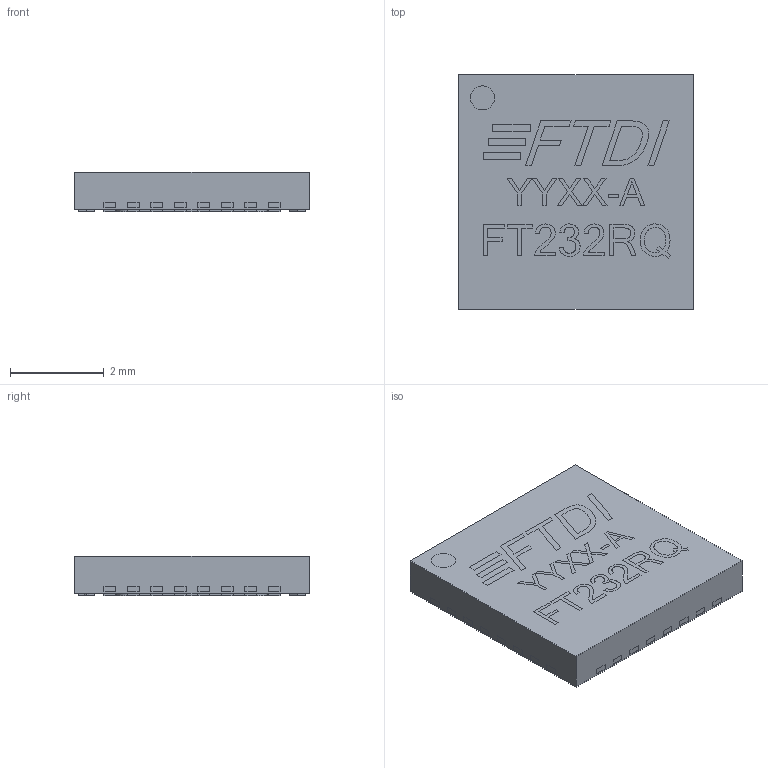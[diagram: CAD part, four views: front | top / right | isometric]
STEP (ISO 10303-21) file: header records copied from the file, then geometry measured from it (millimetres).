
FILE_DESCRIPTION (( 'STEP AP214' ), '1' );
FILE_NAME ('User Library-FT232RQ(AP214)-1.STEP', '2010-10-19T06:45:01', ( 'sysAdmin' ), ( 'SolidWorks' ), 'SwSTEP 2.0', 'SolidWorks 2010', '' );
FILE_SCHEMA (( 'AUTOMOTIVE_DESIGN' ));
Length unit declared in the file: millimetre
Products named in the file (4): User Library-FT232RQ(AP214)-1_K_X_F6rper_1; User Library-FT232RQ(AP214)-1_Beschriftung_1; User Library-FT232RQ(AP214)-1; User Library-FT232RQ(AP214)-1_Anscl_X_FCsse_1
Assembly tree (3 placements, depth 2):
  User Library-FT232RQ(AP214)-1
    User Library-FT232RQ(AP214)-1_K_X_F6rper_1
    User Library-FT232RQ(AP214)-1_Anscl_X_FCsse_1
    User Library-FT232RQ(AP214)-1_Beschriftung_1
Bounding box: 5 x 5 x 0.85 mm (x, y, z)
Volume: 20.1 mm3; surface area: 158.7 mm2
Topology: 2 solids, 3 shells, 1082 faces, 2904 edges, 1929 vertices
Faces by surface type: plane 902, bspline 170, cylinder 10
Entity records: 47197 total; most frequent: CARTESIAN_POINT 9155, ORIENTED_EDGE 5806, DIRECTION 4422, EDGE_CURVE 2904, VECTOR 2544, LINE 2544, VERTEX_POINT 1932, EDGE_LOOP 1195
